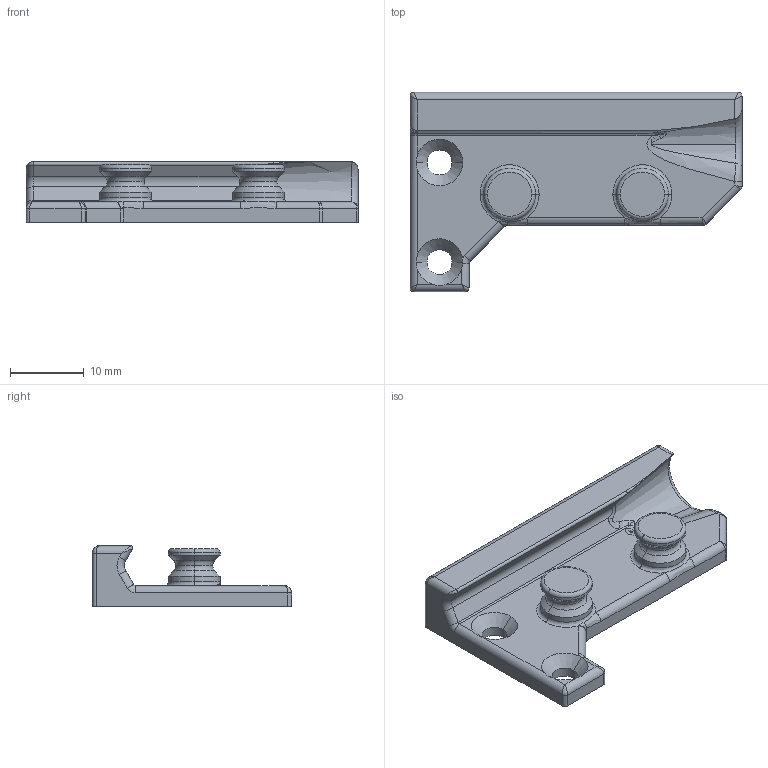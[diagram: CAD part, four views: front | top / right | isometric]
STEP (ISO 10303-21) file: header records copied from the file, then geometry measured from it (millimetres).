
FILE_DESCRIPTION (( 'STEP AP214' ), '1' );
FILE_NAME ('left_tool_wing_v1.STEP', '2021-03-14T19:40:06', ( '' ), ( '' ), 'SwSTEP 2.0', 'SolidWorks 2019', '' );
FILE_SCHEMA (( 'AUTOMOTIVE_DESIGN' ));
Length unit declared in the file: millimetre
Products named in the file (1): left_tool_wing_v1
Bounding box: 45 x 27 x 8.2 mm (x, y, z)
Volume: 3743.3 mm3; surface area: 2840.8 mm2
Topology: 1 solids, 1 shells, 108 faces, 260 edges, 145 vertices
Faces by surface type: cylinder 38, torus 20, bspline 19, plane 17, cone 14
Entity records: 3907 total; most frequent: CARTESIAN_POINT 1544, ORIENTED_EDGE 506, DIRECTION 483, EDGE_CURVE 253, AXIS2_PLACEMENT_3D 199, VERTEX_POINT 145, EDGE_LOOP 110, CIRCLE 109
